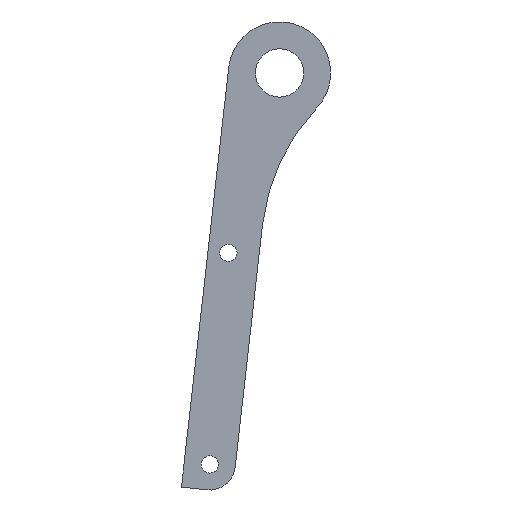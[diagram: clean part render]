
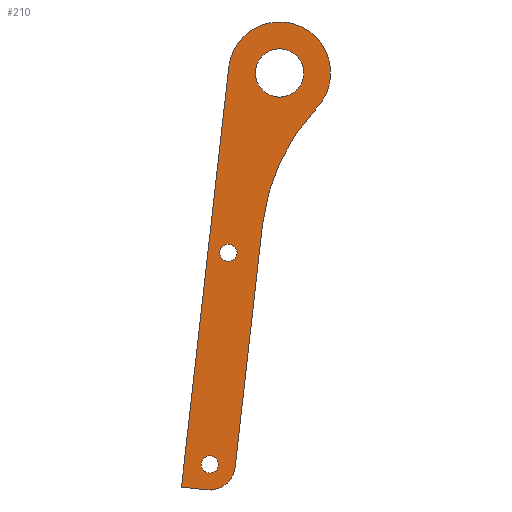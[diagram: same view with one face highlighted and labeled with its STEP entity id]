
A CAD part, front view. The second image highlights one B-rep face of the part: STEP entity #210.
In plain terms, the highlighted planar face has unit normal (0, -1, 0).
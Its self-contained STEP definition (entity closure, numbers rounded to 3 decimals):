
#15=FACE_BOUND('',#47,.T.);
#16=FACE_BOUND('',#48,.T.);
#17=FACE_BOUND('',#49,.T.);
#24=PLANE('',#247);
#35=FACE_OUTER_BOUND('',#46,.T.);
#46=EDGE_LOOP('',(#177,#178,#179,#180,#181,#182));
#47=EDGE_LOOP('',(#183));
#48=EDGE_LOOP('',(#184));
#49=EDGE_LOOP('',(#185));
#58=LINE('',#332,#73);
#63=LINE('',#345,#78);
#68=LINE('',#366,#83);
#73=VECTOR('',#269,10.);
#78=VECTOR('',#282,10.);
#83=VECTOR('',#307,10.);
#84=CIRCLE('',#227,2.146);
#86=CIRCLE('',#230,2.146);
#89=CIRCLE('',#235,6.35);
#91=CIRCLE('',#239,6.);
#93=CIRCLE('',#242,50.8);
#95=CIRCLE('',#245,12.7);
#96=VERTEX_POINT('',#314);
#98=VERTEX_POINT('',#320);
#102=VERTEX_POINT('',#329);
#103=VERTEX_POINT('',#331);
#105=VERTEX_POINT('',#337);
#107=VERTEX_POINT('',#343);
#109=VERTEX_POINT('',#349);
#111=VERTEX_POINT('',#355);
#113=VERTEX_POINT('',#361);
#114=EDGE_CURVE('',#96,#96,#84,.T.);
#117=EDGE_CURVE('',#98,#98,#86,.T.);
#122=EDGE_CURVE('',#102,#103,#58,.T.);
#126=EDGE_CURVE('',#102,#105,#89,.T.);
#129=EDGE_CURVE('',#105,#107,#63,.T.);
#132=EDGE_CURVE('',#109,#109,#91,.T.);
#135=EDGE_CURVE('',#111,#107,#93,.T.);
#138=EDGE_CURVE('',#111,#113,#95,.T.);
#140=EDGE_CURVE('',#103,#113,#68,.T.);
#177=ORIENTED_EDGE('',*,*,#126,.T.);
#178=ORIENTED_EDGE('',*,*,#129,.T.);
#179=ORIENTED_EDGE('',*,*,#135,.F.);
#180=ORIENTED_EDGE('',*,*,#138,.T.);
#181=ORIENTED_EDGE('',*,*,#140,.F.);
#182=ORIENTED_EDGE('',*,*,#122,.F.);
#183=ORIENTED_EDGE('',*,*,#114,.T.);
#184=ORIENTED_EDGE('',*,*,#117,.T.);
#185=ORIENTED_EDGE('',*,*,#132,.T.);
#210=ADVANCED_FACE('',(#35,#15,#16,#17),#24,.T.);
#227=AXIS2_PLACEMENT_3D('',#315,#253,#254);
#230=AXIS2_PLACEMENT_3D('',#321,#260,#261);
#235=AXIS2_PLACEMENT_3D('',#339,#276,#277);
#239=AXIS2_PLACEMENT_3D('',#351,#288,#289);
#242=AXIS2_PLACEMENT_3D('',#357,#295,#296);
#245=AXIS2_PLACEMENT_3D('',#363,#302,#303);
#247=AXIS2_PLACEMENT_3D('',#367,#308,#309);
#253=DIRECTION('center_axis',(0.,1.,0.));
#254=DIRECTION('ref_axis',(0.,0.,-1.));
#260=DIRECTION('center_axis',(0.,1.,0.));
#261=DIRECTION('ref_axis',(0.,0.,-1.));
#269=DIRECTION('',(-0.994,0.,0.112));
#276=DIRECTION('center_axis',(0.,-1.,0.));
#277=DIRECTION('ref_axis',(-0.112,0.,-0.994));
#282=DIRECTION('',(0.112,0.,0.994));
#288=DIRECTION('center_axis',(0.,1.,0.));
#289=DIRECTION('ref_axis',(1.,0.,0.));
#295=DIRECTION('center_axis',(0.,-1.,0.));
#296=DIRECTION('ref_axis',(-0.728,0.,0.686));
#302=DIRECTION('center_axis',(0.,-1.,0.));
#303=DIRECTION('ref_axis',(0.728,0.,-0.686));
#307=DIRECTION('',(0.112,0.,0.994));
#308=DIRECTION('center_axis',(0.,-1.,0.));
#309=DIRECTION('ref_axis',(1.,0.,0.));
#314=CARTESIAN_POINT('',(-12.7,-13.175,110.76));
#315=CARTESIAN_POINT('Origin',(-12.7,-13.175,108.613));
#320=CARTESIAN_POINT('',(-17.34,-13.175,58.186));
#321=CARTESIAN_POINT('Origin',(-17.34,-13.175,56.04));
#329=CARTESIAN_POINT('',(-18.05,-13.175,49.73));
#331=CARTESIAN_POINT('',(-24.361,-13.175,50.44));
#332=CARTESIAN_POINT('',(-18.05,-13.175,49.73));
#337=CARTESIAN_POINT('',(-11.03,-13.175,55.33));
#339=CARTESIAN_POINT('Origin',(-17.34,-13.175,56.04));
#343=CARTESIAN_POINT('',(-4.262,-13.175,115.454));
#345=CARTESIAN_POINT('',(-11.03,-13.175,55.33));
#349=CARTESIAN_POINT('',(-6.,-13.175,153.314));
#351=CARTESIAN_POINT('Origin',(0.,-13.175,153.314));
#355=CARTESIAN_POINT('',(9.244,-13.175,144.606));
#357=CARTESIAN_POINT('Origin',(46.219,-13.175,109.771));
#361=CARTESIAN_POINT('',(-12.62,-13.175,154.735));
#363=CARTESIAN_POINT('Origin',(0.,-13.175,153.314));
#366=CARTESIAN_POINT('',(-17.18,-13.175,114.23));
#367=CARTESIAN_POINT('Origin',(-5.83,-13.175,107.852));
